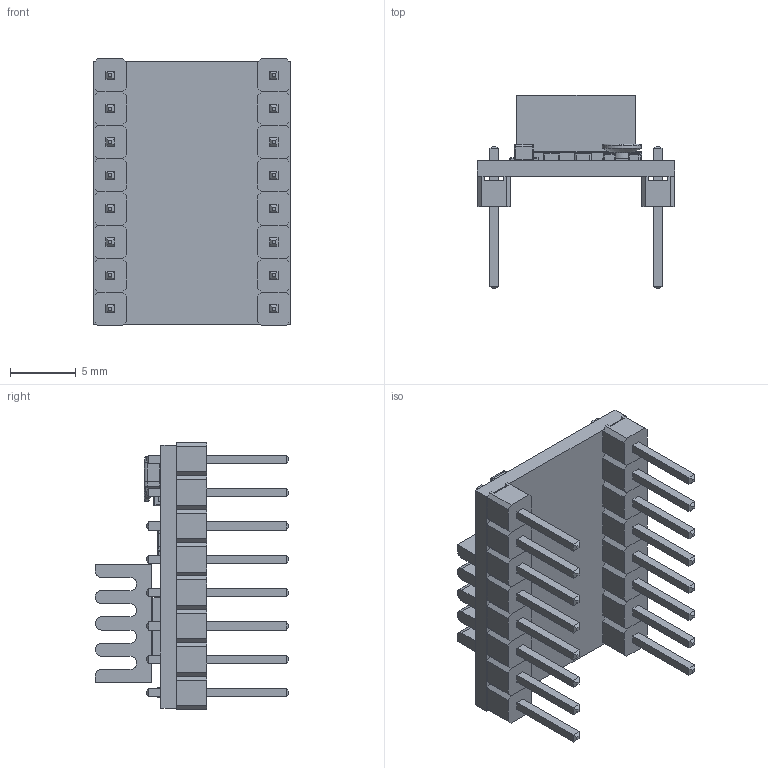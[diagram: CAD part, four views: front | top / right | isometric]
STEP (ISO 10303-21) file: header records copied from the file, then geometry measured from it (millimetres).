
FILE_DESCRIPTION(/* description */ (''),/* implementation_level */ '2;1');
FILE_NAME(/* name */ 'Driver DRV8825.stp',/* time_stamp */ '2019-05-27T00:52:57-03:00',/* author */ ('Adebott Projetos'),/* organization */ (''),/* preprocessor_version */ 'ST-DEVELOPER v16.1',/* originating_system */ 'Autodesk Inventor 2016',/* authorisation */ '');
FILE_SCHEMA (('CONFIG_CONTROL_DESIGN'));
Length unit declared in the file: millimetre
Products named in the file (1): Driver DRV8825
Bounding box: 15 x 14.74 x 20.32 mm (x, y, z)
Volume: 920.3 mm3; surface area: 2476.3 mm2
Topology: 50 solids, 50 shells, 1064 faces, 2446 edges, 1505 vertices
Faces by surface type: plane 825, bspline 182, cylinder 44, sphere 8, cone 5
Full cylindrical faces by diameter (mm): 0.8 x1, 1.6 x1, 3 x1
Entity records: 32899 total; most frequent: CARTESIAN_POINT 8650, ORIENTED_EDGE 4880, DIRECTION 4379, EDGE_CURVE 2440, LINE 2079, VECTOR 2079, VERTEX_POINT 1377, AXIS2_PLACEMENT_3D 1150
